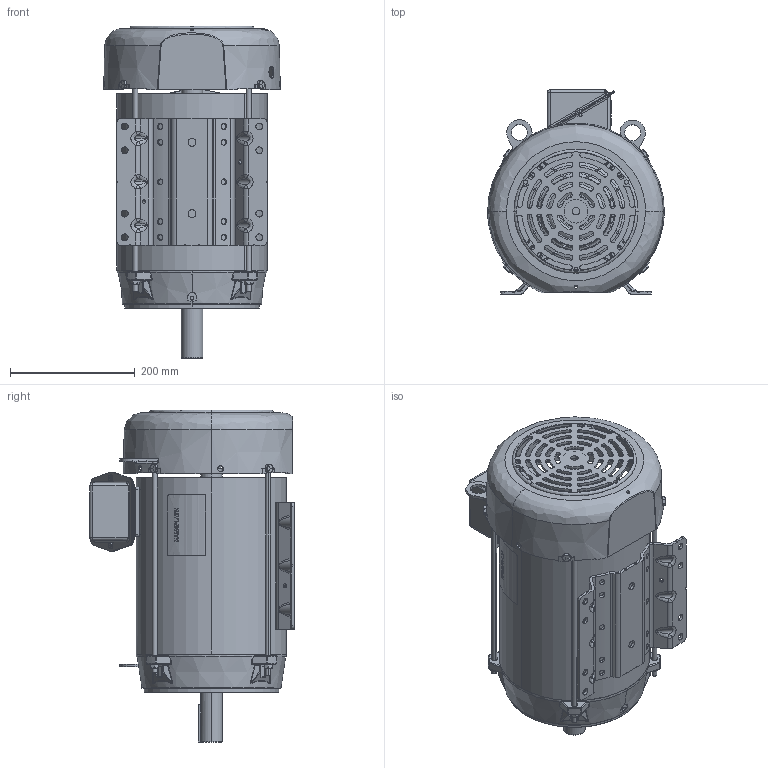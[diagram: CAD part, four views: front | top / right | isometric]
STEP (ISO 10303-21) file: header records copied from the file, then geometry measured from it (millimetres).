
FILE_DESCRIPTION (( 'STEP AP214' ), '1' );
FILE_NAME ('E2014A r1.STEP', '2019-06-06T19:57:03', ( '' ), ( '' ), 'SwSTEP 2.0', 'SolidWorks 2017', '' );
FILE_SCHEMA (( 'AUTOMOTIVE_DESIGN' ));
Length unit declared in the file: inch
Products named in the file (1): E2014A r1
Bounding box: 283.47 x 328.02 x 532.53 mm (x, y, z)
Volume: 2980511.5 mm3; surface area: 1353892.1 mm2
Topology: 30 solids, 30 shells, 3327 faces, 8803 edges, 5531 vertices
Faces by surface type: plane 1052, cylinder 1045, bspline 829, cone 401
Entity records: 140042 total; most frequent: CARTESIAN_POINT 63948, ORIENTED_EDGE 17430, DIRECTION 13892, EDGE_CURVE 8715, VERTEX_POINT 5531, AXIS2_PLACEMENT_3D 5362, EDGE_LOOP 3626, ADVANCED_FACE 3327
